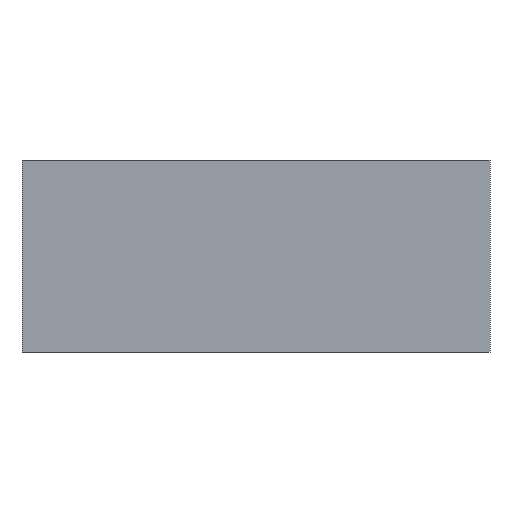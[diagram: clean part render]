
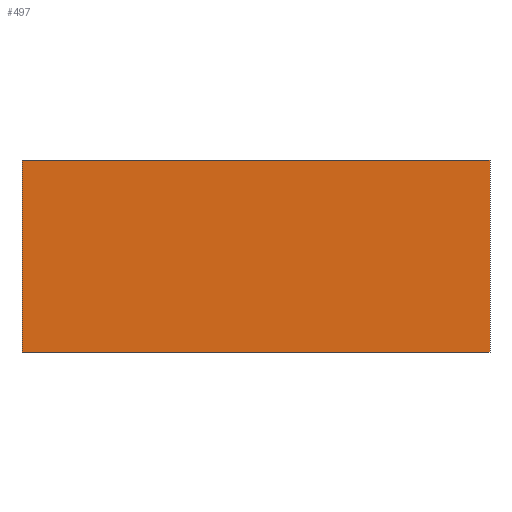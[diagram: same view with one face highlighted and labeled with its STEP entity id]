
A CAD part, front view. The second image highlights one B-rep face of the part: STEP entity #497.
In plain terms, the highlighted planar face has unit normal (0, -1, 0).
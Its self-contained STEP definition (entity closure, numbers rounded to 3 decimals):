
#15 = DIRECTION ( 'NONE',  ( 0., 0., 1. ) ) ;
#68 = CARTESIAN_POINT ( 'NONE',  ( -19.5, -10., 8. ) ) ;
#84 = EDGE_CURVE ( 'NONE', #504, #542, #191, .T. ) ;
#89 = DIRECTION ( 'NONE',  ( 1., 0., 0. ) ) ;
#93 = LINE ( 'NONE', #266, #553 ) ;
#120 = LINE ( 'NONE', #538, #197 ) ;
#132 = DIRECTION ( 'NONE',  ( 0., 0., -1. ) ) ;
#177 = CARTESIAN_POINT ( 'NONE',  ( 19.5, -10., 8. ) ) ;
#186 = EDGE_CURVE ( 'NONE', #697, #504, #120, .T. ) ;
#187 = DIRECTION ( 'NONE',  ( 0., 0., -1. ) ) ;
#189 = CARTESIAN_POINT ( 'NONE',  ( 19.5, -10., 8. ) ) ;
#191 = LINE ( 'NONE', #738, #753 ) ;
#197 = VECTOR ( 'NONE', #187, 1000. ) ;
#230 = ORIENTED_EDGE ( 'NONE', *, *, #476, .F. ) ;
#264 = AXIS2_PLACEMENT_3D ( 'NONE', #68, #543, #15 ) ;
#266 = CARTESIAN_POINT ( 'NONE',  ( -19.5, -10., 8. ) ) ;
#373 = PLANE ( 'NONE',  #264 ) ;
#427 = FACE_OUTER_BOUND ( 'NONE', #512, .T. ) ;
#476 = EDGE_CURVE ( 'NONE', #574, #542, #595, .T. ) ;
#477 = ORIENTED_EDGE ( 'NONE', *, *, #84, .T. ) ;
#497 = ADVANCED_FACE ( 'NONE', ( #427 ), #373, .F. ) ;
#502 = CARTESIAN_POINT ( 'NONE',  ( -19.5, -10., 8. ) ) ;
#504 = VERTEX_POINT ( 'NONE', #616 ) ;
#512 = EDGE_LOOP ( 'NONE', ( #477, #230, #566, #529 ) ) ;
#529 = ORIENTED_EDGE ( 'NONE', *, *, #186, .T. ) ;
#538 = CARTESIAN_POINT ( 'NONE',  ( -19.5, -10., 8. ) ) ;
#542 = VERTEX_POINT ( 'NONE', #731 ) ;
#543 = DIRECTION ( 'NONE',  ( 0., 1., 0. ) ) ;
#553 = VECTOR ( 'NONE', #89, 1000. ) ;
#554 = DIRECTION ( 'NONE',  ( 1., 0., 0. ) ) ;
#566 = ORIENTED_EDGE ( 'NONE', *, *, #613, .F. ) ;
#574 = VERTEX_POINT ( 'NONE', #177 ) ;
#595 = LINE ( 'NONE', #189, #759 ) ;
#613 = EDGE_CURVE ( 'NONE', #697, #574, #93, .T. ) ;
#616 = CARTESIAN_POINT ( 'NONE',  ( -19.5, -10., -8. ) ) ;
#697 = VERTEX_POINT ( 'NONE', #502 ) ;
#731 = CARTESIAN_POINT ( 'NONE',  ( 19.5, -10., -8. ) ) ;
#738 = CARTESIAN_POINT ( 'NONE',  ( -19.5, -10., -8. ) ) ;
#753 = VECTOR ( 'NONE', #554, 1000. ) ;
#759 = VECTOR ( 'NONE', #132, 1000. ) ;
